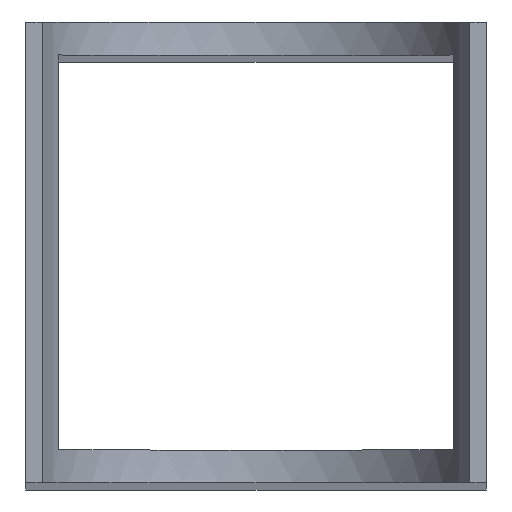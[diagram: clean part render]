
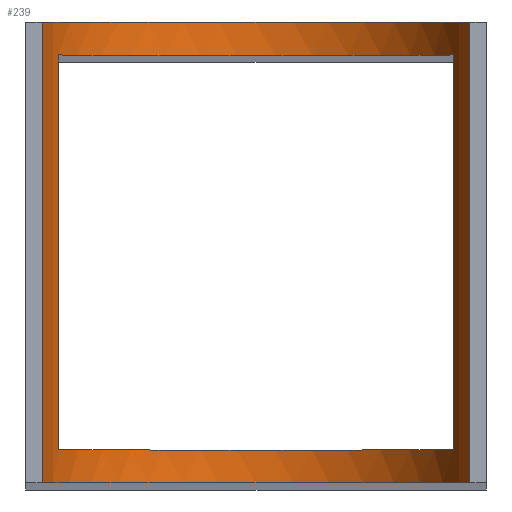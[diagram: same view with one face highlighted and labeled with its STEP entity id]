
A CAD part, top view. The second image highlights one B-rep face of the part: STEP entity #239.
In plain terms, the highlighted cylindrical face has radius 21.082 mm (diameter 42.164 mm), a partial arc.
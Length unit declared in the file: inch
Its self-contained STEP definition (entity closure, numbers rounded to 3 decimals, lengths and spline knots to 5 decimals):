
#14=CYLINDRICAL_SURFACE('',#273,0.83);
#16=FACE_BOUND('',#41,.T.);
#17=CIRCLE('',#267,0.83);
#18=CIRCLE('',#270,0.83);
#19=CIRCLE('',#274,0.83);
#20=CIRCLE('',#275,0.83);
#27=FACE_OUTER_BOUND('',#40,.T.);
#40=EDGE_LOOP('',(#181,#182,#183,#184));
#41=EDGE_LOOP('',(#185,#186,#187,#188));
#56=LINE('',#364,#82);
#66=LINE('',#386,#92);
#67=LINE('',#389,#93);
#68=LINE('',#393,#94);
#82=VECTOR('',#300,39.37008);
#92=VECTOR('',#320,39.37008);
#93=VECTOR('',#321,39.37008);
#94=VECTOR('',#324,39.37008);
#103=VERTEX_POINT('',#352);
#104=VERTEX_POINT('',#354);
#107=VERTEX_POINT('',#362);
#110=VERTEX_POINT('',#370);
#115=VERTEX_POINT('',#387);
#116=VERTEX_POINT('',#388);
#117=VERTEX_POINT('',#390);
#118=VERTEX_POINT('',#392);
#124=EDGE_CURVE('',#103,#104,#17,.T.);
#129=EDGE_CURVE('',#107,#103,#56,.T.);
#133=EDGE_CURVE('',#107,#110,#18,.T.);
#140=EDGE_CURVE('',#104,#110,#66,.T.);
#141=EDGE_CURVE('',#115,#116,#67,.T.);
#142=EDGE_CURVE('',#117,#115,#19,.T.);
#143=EDGE_CURVE('',#118,#117,#68,.T.);
#144=EDGE_CURVE('',#116,#118,#20,.T.);
#181=ORIENTED_EDGE('',*,*,#124,.F.);
#182=ORIENTED_EDGE('',*,*,#129,.F.);
#183=ORIENTED_EDGE('',*,*,#133,.T.);
#184=ORIENTED_EDGE('',*,*,#140,.F.);
#185=ORIENTED_EDGE('',*,*,#141,.F.);
#186=ORIENTED_EDGE('',*,*,#142,.F.);
#187=ORIENTED_EDGE('',*,*,#143,.F.);
#188=ORIENTED_EDGE('',*,*,#144,.F.);
#239=ADVANCED_FACE('',(#27,#16),#14,.F.);
#267=AXIS2_PLACEMENT_3D('',#355,#292,#293);
#270=AXIS2_PLACEMENT_3D('',#372,#306,#307);
#273=AXIS2_PLACEMENT_3D('',#385,#318,#319);
#274=AXIS2_PLACEMENT_3D('',#391,#322,#323);
#275=AXIS2_PLACEMENT_3D('',#394,#325,#326);
#292=DIRECTION('center_axis',(0.,1.,0.));
#293=DIRECTION('ref_axis',(0.,0.,1.));
#300=DIRECTION('',(0.,-1.,0.));
#306=DIRECTION('center_axis',(0.,1.,0.));
#307=DIRECTION('ref_axis',(0.,0.,1.));
#318=DIRECTION('center_axis',(0.,1.,0.));
#319=DIRECTION('ref_axis',(0.,0.,1.));
#320=DIRECTION('',(0.,1.,0.));
#321=DIRECTION('',(0.,-1.,0.));
#322=DIRECTION('center_axis',(0.,1.,0.));
#323=DIRECTION('ref_axis',(0.,0.,1.));
#324=DIRECTION('',(0.,1.,0.));
#325=DIRECTION('center_axis',(0.,-1.,0.));
#326=DIRECTION('ref_axis',(0.,0.,1.));
#352=CARTESIAN_POINT('',(27.6874,-33.,17.75));
#354=CARTESIAN_POINT('',(26.0626,-33.,17.75));
#355=CARTESIAN_POINT('Origin',(26.875,-33.,17.92));
#362=CARTESIAN_POINT('',(27.6874,-31.25,17.75));
#364=CARTESIAN_POINT('',(27.6874,0.,17.75));
#370=CARTESIAN_POINT('',(26.0626,-31.25,17.75));
#372=CARTESIAN_POINT('Origin',(26.875,-31.25,17.92));
#385=CARTESIAN_POINT('Origin',(26.875,-31.24992,17.92));
#386=CARTESIAN_POINT('',(26.0626,-31.24992,17.75));
#387=CARTESIAN_POINT('',(26.125,-31.375,17.56447));
#388=CARTESIAN_POINT('',(26.125,-32.875,17.56447));
#389=CARTESIAN_POINT('',(26.125,-31.24992,17.56447));
#390=CARTESIAN_POINT('',(27.625,-31.375,17.56447));
#391=CARTESIAN_POINT('Origin',(26.875,-31.375,17.92));
#392=CARTESIAN_POINT('',(27.625,-32.875,17.56447));
#393=CARTESIAN_POINT('',(27.625,-31.24992,17.56447));
#394=CARTESIAN_POINT('Origin',(26.875,-32.875,17.92));
